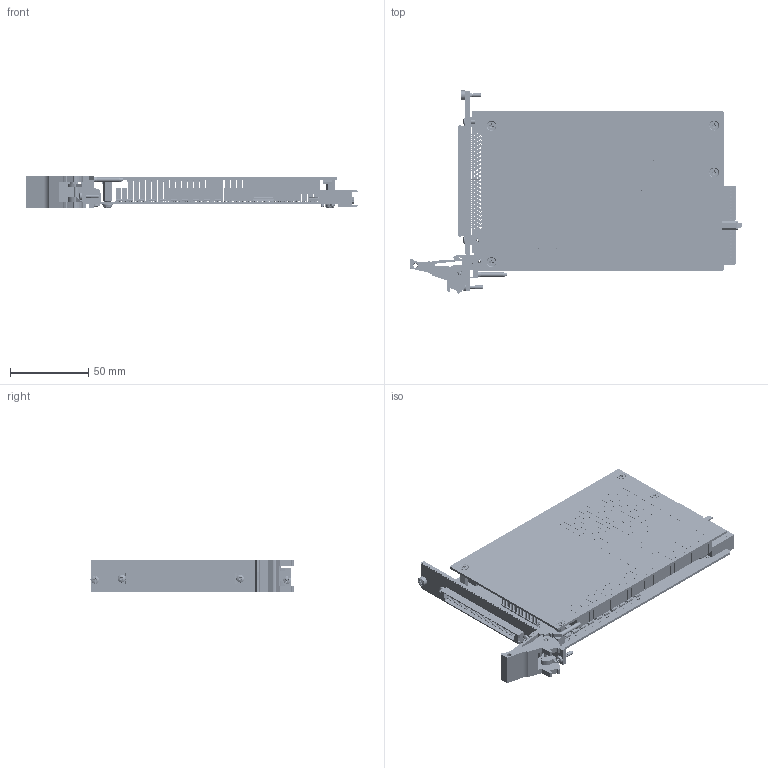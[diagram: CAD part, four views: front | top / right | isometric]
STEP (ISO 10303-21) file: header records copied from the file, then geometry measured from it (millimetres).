
FILE_DESCRIPTION (( 'STEP AP214' ), '1' );
FILE_NAME ('40-531-021 Ultra High Density 32x18 1 Pole Matrix.STEP', '2013-08-28T11:28:15', ( 'admin' ), ( '' ), 'SwSTEP 2.0', 'SolidWorks 2012', '' );
FILE_SCHEMA (( 'AUTOMOTIVE_DESIGN' ));
Length unit declared in the file: millimetre
Products named in the file (1): 40-531-021 Ultra High Density 32x18 1 Pole Matrix
Bounding box: 211.99 x 129.67 x 20 mm (x, y, z)
Surface area: 120863 mm2 (no closed solid volume)
Topology: 0 solids, 3122 shells, 10530 faces, 45168 edges, 36573 vertices
Faces by surface type: plane 7661, cylinder 2549, bspline 239, cone 47, torus 21, sphere 13
Full cylindrical faces by diameter (mm): 0.381 x8, 0.5 x894, 0.6 x467, 1.15 x212, 1.245 x5, 1.397 x96, 1.496 x2, 2 x5, 2.5 x6, 2.6 x3, 2.8 x1, 3 x8, 3.4 x2, 5 x7, 5.3 x1, 5.5 x4, 6 x1, 6.8 x4
Entity records: 621650 total; most frequent: CARTESIAN_POINT 151508, DIRECTION 68521, ORIENTED_EDGE 55811, EDGE_CURVE 43153, VERTEX_POINT 36424, VECTOR 29945, LINE 29945, AXIS2_PLACEMENT_3D 19288
